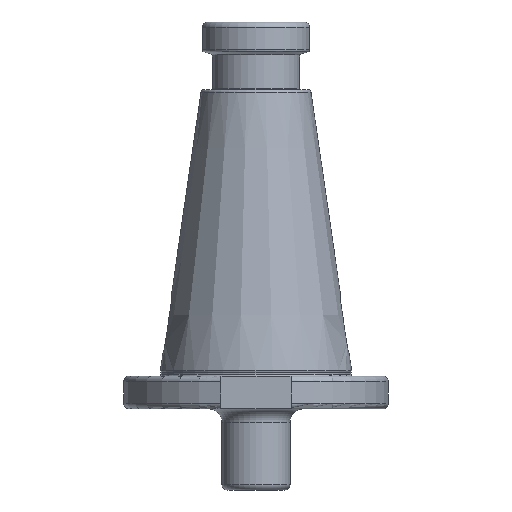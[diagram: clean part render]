
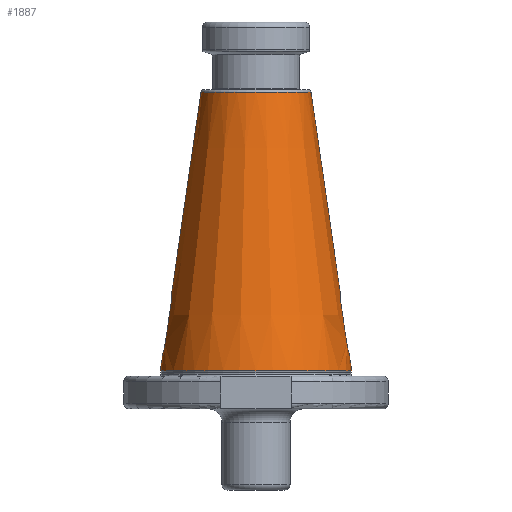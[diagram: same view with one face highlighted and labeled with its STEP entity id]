
A CAD part, left-side view. The second image highlights one B-rep face of the part: STEP entity #1887.
In plain terms, the highlighted conical face has half-angle 8.297 degrees and reference radius 27.65 mm.
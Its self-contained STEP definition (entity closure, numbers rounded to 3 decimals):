
#338=CARTESIAN_POINT('',(0,0,116.173));
#339=DIRECTION('',(0,0,1));
#340=DIRECTION('',(0,1,0));
#341=AXIS2_PLACEMENT_3D('',#338,#339,#340);
#343=CARTESIAN_POINT('',(-4.6,-31.175,38.6));
#344=CARTESIAN_POINT('',(-4.6,-31.143,38.816));
#345=CARTESIAN_POINT('',(-4.57,-31.083,39.254));
#346=CARTESIAN_POINT('',(-4.423,-31.005,39.926));
#347=CARTESIAN_POINT('',(-4.177,-30.946,40.567));
#348=CARTESIAN_POINT('',(-3.846,-30.903,41.151));
#349=CARTESIAN_POINT('',(-3.462,-30.875,41.649));
#350=CARTESIAN_POINT('',(-3.049,-30.859,42.059));
#351=CARTESIAN_POINT('',(-2.643,-30.85,42.375));
#352=CARTESIAN_POINT('',(-2.261,-30.845,42.614));
#353=CARTESIAN_POINT('',(-1.896,-30.843,42.797));
#354=CARTESIAN_POINT('',(-1.538,-30.842,42.941));
#355=CARTESIAN_POINT('',(-1.167,-30.842,43.055));
#356=CARTESIAN_POINT('',(-0.783,-30.842,
43.139));
#357=CARTESIAN_POINT('',(-0.39,-30.842,
43.189));
#358=CARTESIAN_POINT('',(-0.13,-30.842,43.2));
#359=CARTESIAN_POINT('',(0,-30.842,43.2));
#361=CARTESIAN_POINT('',(-4.6,-33.208,24.8));
#362=CARTESIAN_POINT('',(-4.6,-32.978,26.362));
#363=CARTESIAN_POINT('',(-4.6,-32.521,29.467));
#364=CARTESIAN_POINT('',(-4.6,-31.843,34.067));
#365=CARTESIAN_POINT('',(-4.6,-31.397,37.095));
#366=CARTESIAN_POINT('',(-4.6,-31.175,38.6));
#368=CARTESIAN_POINT('',(0.,-34.196,20.2));
#369=CARTESIAN_POINT('',(-0.215,-34.196,20.2));
#370=CARTESIAN_POINT('',(-0.646,-34.187,
20.23));
#371=CARTESIAN_POINT('',(-1.293,-34.149,20.369));
#372=CARTESIAN_POINT('',(-1.91,-34.086,20.598));
#373=CARTESIAN_POINT('',(-2.494,-34.002,20.916));
#374=CARTESIAN_POINT('',(-3.019,-33.901,21.309));
#375=CARTESIAN_POINT('',(-3.485,-33.788,21.774));
#376=CARTESIAN_POINT('',(-3.877,-33.668,22.295));
#377=CARTESIAN_POINT('',(-4.195,-33.545,22.874));
#378=CARTESIAN_POINT('',(-4.426,-33.424,23.491));
#379=CARTESIAN_POINT('',(-4.568,-33.31,24.139));
#380=CARTESIAN_POINT('',(-4.6,-33.24,24.579));
#381=CARTESIAN_POINT('',(-4.6,-33.208,24.8));
#383=DIRECTION('',(0,0.144,0.99));
#384=VECTOR('',#383,6.266);
#385=CARTESIAN_POINT('',(0,-35.1,14));
#386=LINE('',#385,#384);
#387=CARTESIAN_POINT('',(0,0,14));
#388=DIRECTION('',(0,0,1));
#389=DIRECTION('',(0,1,0));
#390=AXIS2_PLACEMENT_3D('',#387,#388,#389);
#392=DIRECTION('',(0,-0.144,0.99));
#393=VECTOR('',#392,6.266);
#394=CARTESIAN_POINT('',(0,35.1,14));
#395=LINE('',#394,#393);
#396=CARTESIAN_POINT('',(0.,34.196,20.2));
#397=CARTESIAN_POINT('',(-0.215,34.196,20.2));
#398=CARTESIAN_POINT('',(-0.646,34.187,20.23));
#399=CARTESIAN_POINT('',(-1.293,34.149,20.369));
#400=CARTESIAN_POINT('',(-1.91,34.086,20.598));
#401=CARTESIAN_POINT('',(-2.494,34.002,20.916));
#402=CARTESIAN_POINT('',(-3.019,33.901,21.309));
#403=CARTESIAN_POINT('',(-3.485,33.788,21.773));
#404=CARTESIAN_POINT('',(-3.877,33.668,22.295));
#405=CARTESIAN_POINT('',(-4.195,33.545,22.874));
#406=CARTESIAN_POINT('',(-4.426,33.424,23.491));
#407=CARTESIAN_POINT('',(-4.568,33.31,24.139));
#408=CARTESIAN_POINT('',(-4.6,33.24,24.579));
#409=CARTESIAN_POINT('',(-4.6,33.208,24.8));
#411=CARTESIAN_POINT('',(-4.6,31.175,38.6));
#412=CARTESIAN_POINT('',(-4.6,31.397,37.096));
#413=CARTESIAN_POINT('',(-4.6,31.843,34.068));
#414=CARTESIAN_POINT('',(-4.6,32.521,29.468));
#415=CARTESIAN_POINT('',(-4.6,32.978,26.362));
#416=CARTESIAN_POINT('',(-4.6,33.208,24.8));
#418=CARTESIAN_POINT('',(-4.6,31.175,38.6));
#419=CARTESIAN_POINT('',(-4.6,31.143,38.817));
#420=CARTESIAN_POINT('',(-4.57,31.083,39.256));
#421=CARTESIAN_POINT('',(-4.421,31.005,39.932));
#422=CARTESIAN_POINT('',(-4.173,30.945,40.574));
#423=CARTESIAN_POINT('',(-3.84,30.902,41.16));
#424=CARTESIAN_POINT('',(-3.455,30.875,41.657));
#425=CARTESIAN_POINT('',(-3.041,30.858,42.066));
#426=CARTESIAN_POINT('',(-2.635,30.85,42.38));
#427=CARTESIAN_POINT('',(-2.254,30.845,42.617));
#428=CARTESIAN_POINT('',(-1.891,30.843,42.8));
#429=CARTESIAN_POINT('',(-1.534,30.842,42.942));
#430=CARTESIAN_POINT('',(-1.164,30.842,43.056));
#431=CARTESIAN_POINT('',(-0.78,30.842,43.139));
#432=CARTESIAN_POINT('',(-0.389,30.842,43.189));
#433=CARTESIAN_POINT('',(-0.129,30.842,43.2));
#434=CARTESIAN_POINT('',(0,30.842,43.2));
#436=DIRECTION('',(0,-0.144,0.99));
#437=VECTOR('',#436,73.745);
#438=CARTESIAN_POINT('',(0,30.842,43.2));
#439=LINE('',#438,#437);
#440=DIRECTION('',(0,0.144,0.99));
#441=VECTOR('',#440,73.745);
#442=CARTESIAN_POINT('',(0,-30.842,43.2));
#443=LINE('',#442,#441);
#474=CARTESIAN_POINT('',(0,-30.842,43.2));
#492=CARTESIAN_POINT('',(0,30.842,43.2));
#530=CARTESIAN_POINT('',(0.,34.196,20.2));
#550=CARTESIAN_POINT('',(0.,-34.196,20.2));
#1133=CARTESIAN_POINT('',(0,35.1,14));
#1134=VERTEX_POINT('',#1133);
#1135=CARTESIAN_POINT('',(0,20.2,116.173));
#1137=VERTEX_POINT('',#1135);
#1173=CARTESIAN_POINT('',(0,-35.1,14));
#1174=VERTEX_POINT('',#1173);
#1175=CARTESIAN_POINT('',(0,-20.2,116.173));
#1177=VERTEX_POINT('',#1175);
#1283=VERTEX_POINT('',#492);
#1286=VERTEX_POINT('',#530);
#1287=VERTEX_POINT('',#418);
#1288=VERTEX_POINT('',#409);
#1305=CARTESIAN_POINT('',(-4.6,-31.175,38.6));
#1306=VERTEX_POINT('',#1305);
#1311=CARTESIAN_POINT('',(-4.6,-33.208,24.8));
#1312=VERTEX_POINT('',#1311);
#1313=VERTEX_POINT('',#474);
#1314=VERTEX_POINT('',#550);
#1857=CARTESIAN_POINT('',(0,0,65.087));
#1858=DIRECTION('',(0,0,-1));
#1859=DIRECTION('',(0,-1,0));
#1860=AXIS2_PLACEMENT_3D('',#1857,#1858,#1859);
#1861=CONICAL_SURFACE('',#1860,27.65,8.297);
#1863=ORIENTED_EDGE('',*,*,#1862,.F.);
#1865=ORIENTED_EDGE('',*,*,#1864,.F.);
#1867=ORIENTED_EDGE('',*,*,#1866,.F.);
#1869=ORIENTED_EDGE('',*,*,#1868,.F.);
#1871=ORIENTED_EDGE('',*,*,#1870,.F.);
#1873=ORIENTED_EDGE('',*,*,#1872,.T.);
#1875=ORIENTED_EDGE('',*,*,#1874,.T.);
#1877=ORIENTED_EDGE('',*,*,#1876,.F.);
#1879=ORIENTED_EDGE('',*,*,#1878,.T.);
#1881=ORIENTED_EDGE('',*,*,#1880,.T.);
#1882=ORIENTED_EDGE('',*,*,#1852,.T.);
#1884=ORIENTED_EDGE('',*,*,#1883,.F.);
#1885=EDGE_LOOP('',(#1863,#1865,#1867,#1869,#1871,#1873,#1875,#1877,#1879,#1881,
#1882,#1884));
#1886=FACE_OUTER_BOUND('',#1885,.F.);
#1887=ADVANCED_FACE('',(#1886),#1861,.T.);
#342=CIRCLE('',#341,20.2);
#360=B_SPLINE_CURVE_WITH_KNOTS('',3,(#343,#344,#345,#346,#347,#348,#349,#350,
#351,#352,#353,#354,#355,#356,#357,#358,#359),.UNSPECIFIED.,.F.,.F.,(4,1,1,1,1,
1,1,1,1,1,1,1,1,1,4),(0,0.071,0.143,
0.214,0.286,0.357,0.429,0.5,
0.571,0.643,0.714,0.786,
0.857,0.929,1),.UNSPECIFIED.);
#367=B_SPLINE_CURVE_WITH_KNOTS('',3,(#361,#362,#363,#364,#365,#366),
.UNSPECIFIED.,.F.,.F.,(4,1,1,4),(0,0.333,0.667,1),
.UNSPECIFIED.);
#382=B_SPLINE_CURVE_WITH_KNOTS('',3,(#368,#369,#370,#371,#372,#373,#374,#375,
#376,#377,#378,#379,#380,#381),.UNSPECIFIED.,.F.,.F.,(4,1,1,1,1,1,1,1,1,1,1,4),(
0.0,0.091,0.182,0.273,0.364,
0.455,0.545,0.636,0.727,
0.818,0.909,1),.UNSPECIFIED.);
#391=CIRCLE('',#390,35.1);
#410=B_SPLINE_CURVE_WITH_KNOTS('',3,(#396,#397,#398,#399,#400,#401,#402,#403,
#404,#405,#406,#407,#408,#409),.UNSPECIFIED.,.F.,.F.,(4,1,1,1,1,1,1,1,1,1,1,4),(
0.0,0.091,0.182,0.273,0.364,
0.455,0.545,0.636,0.727,
0.818,0.909,1),.UNSPECIFIED.);
#417=B_SPLINE_CURVE_WITH_KNOTS('',3,(#411,#412,#413,#414,#415,#416),
.UNSPECIFIED.,.F.,.F.,(4,1,1,4),(0,0.333,0.667,1),
.UNSPECIFIED.);
#435=B_SPLINE_CURVE_WITH_KNOTS('',3,(#418,#419,#420,#421,#422,#423,#424,#425,
#426,#427,#428,#429,#430,#431,#432,#433,#434),.UNSPECIFIED.,.F.,.F.,(4,1,1,1,1,
1,1,1,1,1,1,1,1,1,4),(0,0.071,0.143,
0.214,0.286,0.357,0.429,0.5,
0.571,0.643,0.714,0.786,
0.857,0.929,1),.UNSPECIFIED.);
#1852=EDGE_CURVE('',#1137,#1177,#342,.T.);
#1862=EDGE_CURVE('',#1306,#1313,#360,.T.);
#1864=EDGE_CURVE('',#1312,#1306,#367,.T.);
#1866=EDGE_CURVE('',#1314,#1312,#382,.T.);
#1868=EDGE_CURVE('',#1174,#1314,#386,.T.);
#1870=EDGE_CURVE('',#1134,#1174,#391,.T.);
#1872=EDGE_CURVE('',#1134,#1286,#395,.T.);
#1874=EDGE_CURVE('',#1286,#1288,#410,.T.);
#1876=EDGE_CURVE('',#1287,#1288,#417,.T.);
#1878=EDGE_CURVE('',#1287,#1283,#435,.T.);
#1880=EDGE_CURVE('',#1283,#1137,#439,.T.);
#1883=EDGE_CURVE('',#1313,#1177,#443,.T.);
